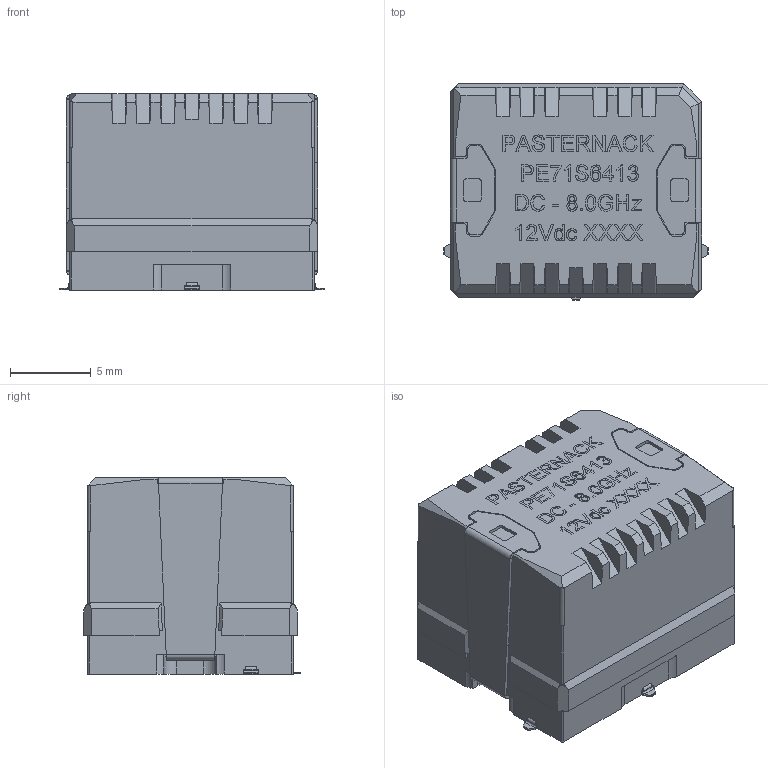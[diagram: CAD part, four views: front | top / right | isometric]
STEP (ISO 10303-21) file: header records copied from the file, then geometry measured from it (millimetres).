
FILE_DESCRIPTION (( 'STEP AP214' ), '1' );
FILE_NAME ('PE71S6413.step', '2020-05-01T21:45:41', ( '' ), ( '' ), 'SwSTEP 2.0', 'SolidWorks 2018', '' );
FILE_SCHEMA (( 'AUTOMOTIVE_DESIGN' ));
Length unit declared in the file: millimetre
Products named in the file (1): PE71S6413
Bounding box: 16.31 x 13.38 x 12.11 mm (x, y, z)
Volume: 2278.9 mm3; surface area: 1147.2 mm2
Topology: 1 solids, 1 shells, 944 faces, 2561 edges, 1669 vertices
Faces by surface type: plane 613, bspline 214, cylinder 110, cone 7
Entity records: 39539 total; most frequent: CARTESIAN_POINT 17080, ORIENTED_EDGE 5114, DIRECTION 3790, EDGE_CURVE 2557, VECTOR 1894, LINE 1894, VERTEX_POINT 1669, EDGE_LOOP 1006
